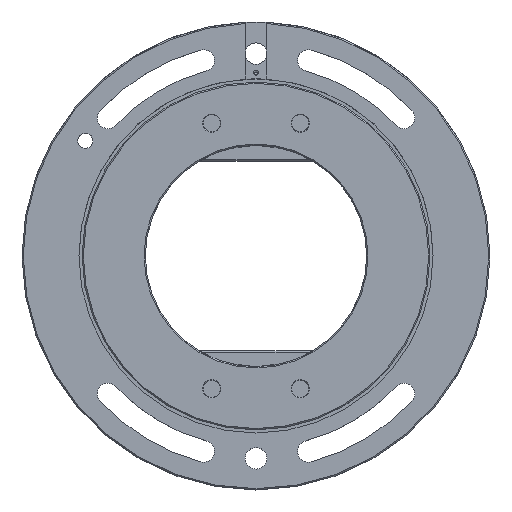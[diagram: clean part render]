
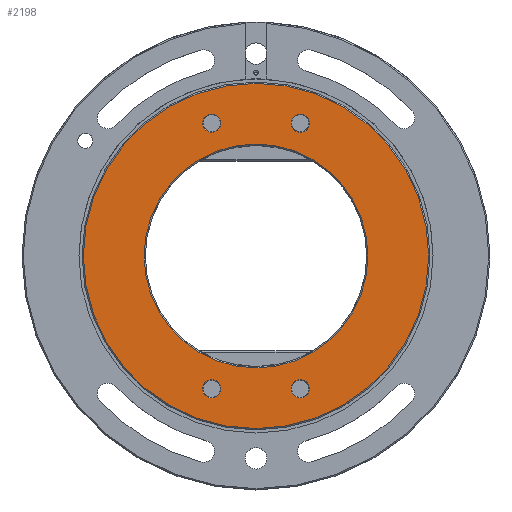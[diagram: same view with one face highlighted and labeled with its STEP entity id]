
A CAD part, top view. The second image highlights one B-rep face of the part: STEP entity #2198.
In plain terms, the highlighted face is planar.
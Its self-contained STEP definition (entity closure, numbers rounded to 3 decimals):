
#517 = DIRECTION ( 'NONE',  ( 1., 0., 0. ) ) ;
#521 = CARTESIAN_POINT ( 'NONE',  ( 38.5, 137.5, 0. ) ) ;
#532 = PLANE ( 'NONE',  #5209 ) ;
#535 = DIRECTION ( 'NONE',  ( 0., 1., 0. ) ) ;
#702 = CARTESIAN_POINT ( 'NONE',  ( 38.5, -105., -35. ) ) ;
#707 = DIRECTION ( 'NONE',  ( -1., 0., 0. ) ) ;
#708 = DIRECTION ( 'NONE',  ( 0., 1., 0. ) ) ;
#827 = DIRECTION ( 'NONE',  ( -1., 0., 0. ) ) ;
#830 = CARTESIAN_POINT ( 'NONE',  ( 38.5, -105., 35. ) ) ;
#832 = DIRECTION ( 'NONE',  ( 0., 1., 0. ) ) ;
#837 = CARTESIAN_POINT ( 'NONE',  ( 38.5, 105., 35. ) ) ;
#838 = DIRECTION ( 'NONE',  ( -1., 0., 0. ) ) ;
#842 = DIRECTION ( 'NONE',  ( 0., 1., 0. ) ) ;
#1504 = CARTESIAN_POINT ( 'NONE',  ( 38.5, 105., -35. ) ) ;
#1525 = DIRECTION ( 'NONE',  ( -1., 0., 0. ) ) ;
#1527 = DIRECTION ( 'NONE',  ( 0., 1., 0. ) ) ;
#1530 = CARTESIAN_POINT ( 'NONE',  ( 38.5, -105., -35. ) ) ;
#1533 = DIRECTION ( 'NONE',  ( -1., 0., 0. ) ) ;
#1538 = DIRECTION ( 'NONE',  ( 0., 1., 0. ) ) ;
#1698 = CARTESIAN_POINT ( 'NONE',  ( 38.5, -105., -27.832 ) ) ;
#1722 = CARTESIAN_POINT ( 'NONE',  ( 38.5, -105., 42.168 ) ) ;
#1744 = CARTESIAN_POINT ( 'NONE',  ( 38.5, 105., 42.168 ) ) ;
#1751 = CARTESIAN_POINT ( 'NONE',  ( 38.5, -105., -42.168 ) ) ;
#1757 = CARTESIAN_POINT ( 'NONE',  ( 38.5, 105., 27.832 ) ) ;
#1783 = CARTESIAN_POINT ( 'NONE',  ( 38.5, 105., -42.168 ) ) ;
#1786 = CARTESIAN_POINT ( 'NONE',  ( 38.5, 136.5, 0. ) ) ;
#1802 = CARTESIAN_POINT ( 'NONE',  ( 38.5, -105., 27.832 ) ) ;
#2002 = AXIS2_PLACEMENT_3D ( 'NONE', #1504, #1525, #1527 ) ;
#2029 = AXIS2_PLACEMENT_3D ( 'NONE', #1530, #1533, #1538 ) ;
#2198 = ADVANCED_FACE ( 'NONE', ( #3183, #3144, #3173, #3161, #3149, #3187 ), #532, .T. ) ;
#2666 = EDGE_LOOP ( 'NONE', ( #4753, #4743 ) ) ;
#2674 = EDGE_LOOP ( 'NONE', ( #4656, #4717 ) ) ;
#3144 = FACE_BOUND ( 'NONE', #3753, .T. ) ;
#3149 = FACE_BOUND ( 'NONE', #3760, .T. ) ;
#3161 = FACE_BOUND ( 'NONE', #2674, .T. ) ;
#3173 = FACE_BOUND ( 'NONE', #8210, .T. ) ;
#3183 = FACE_BOUND ( 'NONE', #3757, .T. ) ;
#3187 = FACE_OUTER_BOUND ( 'NONE', #2666, .T. ) ;
#3287 = CIRCLE ( 'NONE', #7736, 7.168 ) ;
#3753 = EDGE_LOOP ( 'NONE', ( #4687, #4772 ) ) ;
#3757 = EDGE_LOOP ( 'NONE', ( #4697, #4714 ) ) ;
#3760 = EDGE_LOOP ( 'NONE', ( #4771, #4729 ) ) ;
#4177 = VERTEX_POINT ( 'NONE', #6708 ) ;
#4237 = VERTEX_POINT ( 'NONE', #6691 ) ;
#4241 = VERTEX_POINT ( 'NONE', #6718 ) ;
#4257 = VERTEX_POINT ( 'NONE', #6701 ) ;
#4649 = ORIENTED_EDGE ( 'NONE', *, *, #7572, .T. ) ;
#4656 = ORIENTED_EDGE ( 'NONE', *, *, #7565, .T. ) ;
#4687 = ORIENTED_EDGE ( 'NONE', *, *, #7428, .T. ) ;
#4697 = ORIENTED_EDGE ( 'NONE', *, *, #7472, .T. ) ;
#4714 = ORIENTED_EDGE ( 'NONE', *, *, #7561, .T. ) ;
#4717 = ORIENTED_EDGE ( 'NONE', *, *, #7637, .T. ) ;
#4729 = ORIENTED_EDGE ( 'NONE', *, *, #7559, .T. ) ;
#4743 = ORIENTED_EDGE ( 'NONE', *, *, #7531, .T. ) ;
#4748 = ORIENTED_EDGE ( 'NONE', *, *, #7474, .T. ) ;
#4753 = ORIENTED_EDGE ( 'NONE', *, *, #7575, .T. ) ;
#4771 = ORIENTED_EDGE ( 'NONE', *, *, #7602, .T. ) ;
#4772 = ORIENTED_EDGE ( 'NONE', *, *, #7649, .T. ) ;
#5209 = AXIS2_PLACEMENT_3D ( 'NONE', #521, #517, #535 ) ;
#5464 = CIRCLE ( 'NONE', #7759, 7.168 ) ;
#5480 = CIRCLE ( 'NONE', #7768, 7.168 ) ;
#5545 = CIRCLE ( 'NONE', #7807, 136.5 ) ;
#5571 = CIRCLE ( 'NONE', #7798, 88.5 ) ;
#5582 = CIRCLE ( 'NONE', #7843, 7.168 ) ;
#5587 = CIRCLE ( 'NONE', #7852, 7.168 ) ;
#5611 = CIRCLE ( 'NONE', #7845, 136.5 ) ;
#5616 = CIRCLE ( 'NONE', #7811, 7.168 ) ;
#5621 = CIRCLE ( 'NONE', #2002, 7.168 ) ;
#5650 = CIRCLE ( 'NONE', #7794, 88.5 ) ;
#5697 = CIRCLE ( 'NONE', #2029, 7.168 ) ;
#6691 = CARTESIAN_POINT ( 'NONE',  ( 38.5, 105., -27.832 ) ) ;
#6701 = CARTESIAN_POINT ( 'NONE',  ( 38.5, 88.5, 0. ) ) ;
#6708 = CARTESIAN_POINT ( 'NONE',  ( 38.5, -136.5, 0. ) ) ;
#6718 = CARTESIAN_POINT ( 'NONE',  ( 38.5, -88.5, 0. ) ) ;
#7428 = EDGE_CURVE ( 'NONE', #8358, #8328, #3287, .T. ) ;
#7472 = EDGE_CURVE ( 'NONE', #8356, #8294, #5464, .T. ) ;
#7474 = EDGE_CURVE ( 'NONE', #8349, #8317, #5480, .T. ) ;
#7531 = EDGE_CURVE ( 'NONE', #8378, #4177, #5545, .T. ) ;
#7559 = EDGE_CURVE ( 'NONE', #4241, #4257, #5571, .T. ) ;
#7561 = EDGE_CURVE ( 'NONE', #8294, #8356, #5616, .T. ) ;
#7565 = EDGE_CURVE ( 'NONE', #8379, #4237, #5587, .T. ) ;
#7572 = EDGE_CURVE ( 'NONE', #8317, #8349, #5582, .T. ) ;
#7575 = EDGE_CURVE ( 'NONE', #4177, #8378, #5611, .T. ) ;
#7602 = EDGE_CURVE ( 'NONE', #4257, #4241, #5650, .T. ) ;
#7637 = EDGE_CURVE ( 'NONE', #4237, #8379, #5621, .T. ) ;
#7649 = EDGE_CURVE ( 'NONE', #8328, #8358, #5697, .T. ) ;
#7736 = AXIS2_PLACEMENT_3D ( 'NONE', #702, #707, #708 ) ;
#7759 = AXIS2_PLACEMENT_3D ( 'NONE', #830, #827, #832 ) ;
#7768 = AXIS2_PLACEMENT_3D ( 'NONE', #837, #838, #842 ) ;
#7794 = AXIS2_PLACEMENT_3D ( 'NONE', #8162, #8163, #8165 ) ;
#7798 = AXIS2_PLACEMENT_3D ( 'NONE', #8043, #8055, #8075 ) ;
#7807 = AXIS2_PLACEMENT_3D ( 'NONE', #7961, #7970, #7967 ) ;
#7811 = AXIS2_PLACEMENT_3D ( 'NONE', #8049, #8074, #8042 ) ;
#7843 = AXIS2_PLACEMENT_3D ( 'NONE', #8060, #8070, #8072 ) ;
#7845 = AXIS2_PLACEMENT_3D ( 'NONE', #8088, #8078, #8105 ) ;
#7852 = AXIS2_PLACEMENT_3D ( 'NONE', #8039, #8059, #8050 ) ;
#7961 = CARTESIAN_POINT ( 'NONE',  ( 38.5, 0., 0. ) ) ;
#7967 = DIRECTION ( 'NONE',  ( 0., 1., 0. ) ) ;
#7970 = DIRECTION ( 'NONE',  ( 1., 0., 0. ) ) ;
#8039 = CARTESIAN_POINT ( 'NONE',  ( 38.5, 105., -35. ) ) ;
#8042 = DIRECTION ( 'NONE',  ( 0., 1., 0. ) ) ;
#8043 = CARTESIAN_POINT ( 'NONE',  ( 38.5, 0., 0. ) ) ;
#8049 = CARTESIAN_POINT ( 'NONE',  ( 38.5, -105., 35. ) ) ;
#8050 = DIRECTION ( 'NONE',  ( 0., 1., 0. ) ) ;
#8055 = DIRECTION ( 'NONE',  ( -1., 0., 0. ) ) ;
#8059 = DIRECTION ( 'NONE',  ( -1., 0., 0. ) ) ;
#8060 = CARTESIAN_POINT ( 'NONE',  ( 38.5, 105., 35. ) ) ;
#8070 = DIRECTION ( 'NONE',  ( -1., 0., 0. ) ) ;
#8072 = DIRECTION ( 'NONE',  ( 0., 1., 0. ) ) ;
#8074 = DIRECTION ( 'NONE',  ( -1., 0., 0. ) ) ;
#8075 = DIRECTION ( 'NONE',  ( 0., 1., 0. ) ) ;
#8078 = DIRECTION ( 'NONE',  ( 1., 0., 0. ) ) ;
#8088 = CARTESIAN_POINT ( 'NONE',  ( 38.5, 0., 0. ) ) ;
#8105 = DIRECTION ( 'NONE',  ( 0., 1., 0. ) ) ;
#8162 = CARTESIAN_POINT ( 'NONE',  ( 38.5, 0., 0. ) ) ;
#8163 = DIRECTION ( 'NONE',  ( -1., 0., 0. ) ) ;
#8165 = DIRECTION ( 'NONE',  ( 0., 1., 0. ) ) ;
#8210 = EDGE_LOOP ( 'NONE', ( #4748, #4649 ) ) ;
#8294 = VERTEX_POINT ( 'NONE', #1722 ) ;
#8317 = VERTEX_POINT ( 'NONE', #1744 ) ;
#8328 = VERTEX_POINT ( 'NONE', #1698 ) ;
#8349 = VERTEX_POINT ( 'NONE', #1757 ) ;
#8356 = VERTEX_POINT ( 'NONE', #1802 ) ;
#8358 = VERTEX_POINT ( 'NONE', #1751 ) ;
#8378 = VERTEX_POINT ( 'NONE', #1786 ) ;
#8379 = VERTEX_POINT ( 'NONE', #1783 ) ;
